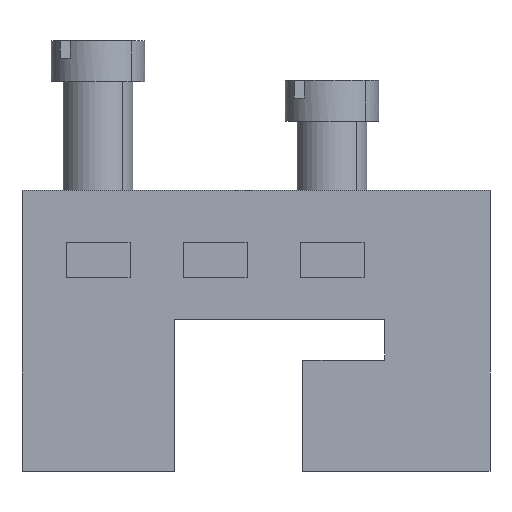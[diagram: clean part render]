
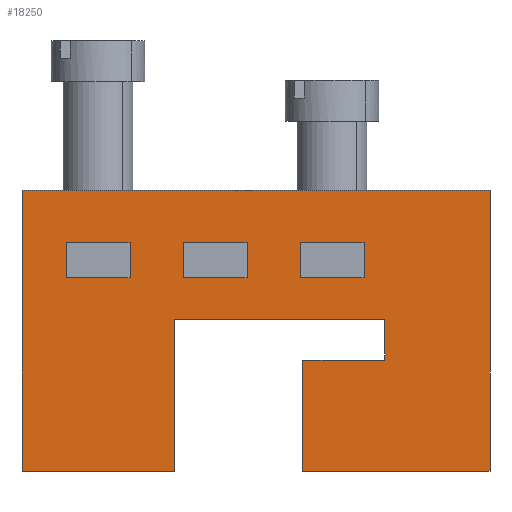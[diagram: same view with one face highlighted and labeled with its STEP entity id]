
A CAD part, left-side view. The second image highlights one B-rep face of the part: STEP entity #18250.
In plain terms, the highlighted face is planar.
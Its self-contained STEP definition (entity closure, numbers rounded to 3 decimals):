
#1160=CARTESIAN_POINT('',(13.506,9.771,
-5.586));
#1170=VERTEX_POINT('',#1160);
#1200=CARTESIAN_POINT('',(0.,9.771,7.92));
#1210=DIRECTION('',(0.707,0.,-0.707));
#1220=VECTOR('',#1210,1.);
#1230=LINE('',#1200,#1220);
#1240=CARTESIAN_POINT('',(-14.779,9.771,
22.698));
#1250=VERTEX_POINT('',#1240);
#1260=EDGE_CURVE('',#1250,#1170,#1230,.T.);
#2850=CARTESIAN_POINT('',(-14.779,-14.229,
22.698));
#2860=VERTEX_POINT('',#2850);
#2890=CARTESIAN_POINT('',(0.,-14.229,7.92));
#2900=DIRECTION('',(-0.707,0.,0.707));
#2910=VECTOR('',#2900,1.);
#2920=LINE('',#2890,#2910);
#2930=CARTESIAN_POINT('',(-5.586,-14.229,
13.506));
#2940=VERTEX_POINT('',#2930);
#2950=EDGE_CURVE('',#2940,#2860,#2920,.T.);
#6170=CARTESIAN_POINT('',(2.192,-4.729,
5.728));
#6180=VERTEX_POINT('',#6170);
#6210=CARTESIAN_POINT('',(2.192,0.,5.728));
#6220=DIRECTION('',(0.,1.,0.));
#6230=VECTOR('',#6220,1.);
#6240=LINE('',#6210,#6230);
#6250=CARTESIAN_POINT('',(2.192,-14.229,
5.728));
#6260=VERTEX_POINT('',#6250);
#6270=EDGE_CURVE('',#6260,#6180,#6240,.T.);
#6600=CARTESIAN_POINT('',(-5.586,0.,13.506));
#6610=DIRECTION('',(0.,-1.,0.));
#6620=VECTOR('',#6610,1.);
#6630=LINE('',#6600,#6620);
#6640=CARTESIAN_POINT('',(-5.586,-1.229,
13.506));
#6650=VERTEX_POINT('',#6640);
#6660=EDGE_CURVE('',#6650,#2940,#6630,.T.);
#7160=CARTESIAN_POINT('',(7.142,-4.729,
0.778));
#7170=VERTEX_POINT('',#7160);
#7200=CARTESIAN_POINT('',(0.,-4.729,7.92));
#7210=DIRECTION('',(0.707,0.,-0.707));
#7220=VECTOR('',#7210,1.);
#7230=LINE('',#7200,#7220);
#7240=EDGE_CURVE('',#6180,#7170,#7230,.T.);
#7420=CARTESIAN_POINT('',(0.,-1.229,7.92));
#7430=DIRECTION('',(-0.707,0.,0.707));
#7440=VECTOR('',#7430,1.);
#7450=LINE('',#7420,#7440);
#7460=CARTESIAN_POINT('',(7.142,-1.229,
0.778));
#7470=VERTEX_POINT('',#7460);
#7480=EDGE_CURVE('',#7470,#6650,#7450,.T.);
#9000=CARTESIAN_POINT('',(0.,-14.229,7.92));
#9010=DIRECTION('',(-0.707,0.,0.707));
#9020=VECTOR('',#9010,1.);
#9030=LINE('',#9000,#9020);
#9040=CARTESIAN_POINT('',(13.506,-14.229,
-5.586));
#9050=VERTEX_POINT('',#9040);
#9060=EDGE_CURVE('',#9050,#6260,#9030,.T.);
#9530=CARTESIAN_POINT('',(7.142,0.,0.778));
#9540=DIRECTION('',(0.,1.,0.));
#9550=VECTOR('',#9540,1.);
#9560=LINE('',#9530,#9550);
#9570=EDGE_CURVE('',#7170,#7470,#9560,.T.);
#10580=CARTESIAN_POINT('',(-5.043,5.3,
12.963));
#10590=VERTEX_POINT('',#10580);
#10640=CARTESIAN_POINT('',(0.,5.3,7.92));
#10650=DIRECTION('',(0.707,0.,-0.707));
#10660=VECTOR('',#10650,1.);
#10670=LINE('',#10640,#10660);
#10680=CARTESIAN_POINT('',(-1.179,5.3,
9.099));
#10690=VERTEX_POINT('',#10680);
#10700=EDGE_CURVE('',#10590,#10690,#10670,.T.);
#11280=CARTESIAN_POINT('',(-14.779,0.,22.698));
#11290=DIRECTION('',(0.,1.,0.));
#11300=VECTOR('',#11290,1.);
#11310=LINE('',#11280,#11300);
#11320=EDGE_CURVE('',#2860,#1250,#11310,.T.);
#14660=CARTESIAN_POINT('',(-12.114,5.3,
20.034));
#14670=VERTEX_POINT('',#14660);
#14720=CARTESIAN_POINT('',(0.,5.3,7.92));
#14730=DIRECTION('',(0.707,0.,-0.707));
#14740=VECTOR('',#14730,1.);
#14750=LINE('',#14720,#14740);
#14760=CARTESIAN_POINT('',(-8.25,5.3,
16.17));
#14770=VERTEX_POINT('',#14760);
#14780=EDGE_CURVE('',#14670,#14770,#14750,.T.);
#17190=CARTESIAN_POINT('',(-14.779,-11.729,
22.698));
#17200=DIRECTION('',(0.707,0.,0.707));
#17210=DIRECTION('',(0.,-1.,0.));
#17220=AXIS2_PLACEMENT_3D('',#17190,#17200,#17210);
#17230=PLANE('',#17220);
#17240=CARTESIAN_POINT('',(-12.114,6.318,
20.034));
#17250=DIRECTION('',(0.,-1.,0.));
#17260=VECTOR('',#17250,1.);
#17270=LINE('',#17240,#17260);
#17280=CARTESIAN_POINT('',(-12.114,2.3,
20.034));
#17290=VERTEX_POINT('',#17280);
#17300=EDGE_CURVE('',#14670,#17290,#17270,.T.);
#17310=ORIENTED_EDGE('',*,*,#17300,.F.);
#17320=CARTESIAN_POINT('',(0.,2.3,7.92));
#17330=DIRECTION('',(-0.707,0.,0.707));
#17340=VECTOR('',#17330,1.);
#17350=LINE('',#17320,#17340);
#17360=CARTESIAN_POINT('',(-8.25,2.3,
16.17));
#17370=VERTEX_POINT('',#17360);
#17380=EDGE_CURVE('',#17370,#17290,#17350,.T.);
#17390=ORIENTED_EDGE('',*,*,#17380,.T.);
#17400=CARTESIAN_POINT('',(-8.25,6.318,
16.17));
#17410=DIRECTION('',(0.,1.,0.));
#17420=VECTOR('',#17410,1.);
#17430=LINE('',#17400,#17420);
#17440=EDGE_CURVE('',#17370,#14770,#17430,.T.);
#17450=ORIENTED_EDGE('',*,*,#17440,.F.);
#17460=ORIENTED_EDGE('',*,*,#14780,.T.);
#17470=EDGE_LOOP('',(#17460,#17450,#17390,#17310));
#17480=FACE_BOUND('',#17470,.T.);
#17490=CARTESIAN_POINT('',(5.892,6.318,
2.028));
#17500=DIRECTION('',(0.,1.,0.));
#17510=VECTOR('',#17500,1.);
#17520=LINE('',#17490,#17510);
#17530=CARTESIAN_POINT('',(5.892,2.3,
2.028));
#17540=VERTEX_POINT('',#17530);
#17550=CARTESIAN_POINT('',(5.892,5.3,
2.028));
#17560=VERTEX_POINT('',#17550);
#17570=EDGE_CURVE('',#17540,#17560,#17520,.T.);
#17580=ORIENTED_EDGE('',*,*,#17570,.F.);
#17590=CARTESIAN_POINT('',(0.,5.3,7.92));
#17600=DIRECTION('',(0.707,0.,-0.707));
#17610=VECTOR('',#17600,1.);
#17620=LINE('',#17590,#17610);
#17630=CARTESIAN_POINT('',(2.028,5.3,
5.892));
#17640=VERTEX_POINT('',#17630);
#17650=EDGE_CURVE('',#17640,#17560,#17620,.T.);
#17660=ORIENTED_EDGE('',*,*,#17650,.T.);
#17670=CARTESIAN_POINT('',(2.028,6.318,
5.892));
#17680=DIRECTION('',(0.,-1.,0.));
#17690=VECTOR('',#17680,1.);
#17700=LINE('',#17670,#17690);
#17710=CARTESIAN_POINT('',(2.028,2.3,
5.892));
#17720=VERTEX_POINT('',#17710);
#17730=EDGE_CURVE('',#17640,#17720,#17700,.T.);
#17740=ORIENTED_EDGE('',*,*,#17730,.F.);
#17750=CARTESIAN_POINT('',(0.,2.3,7.92));
#17760=DIRECTION('',(-0.707,0.,0.707));
#17770=VECTOR('',#17760,1.);
#17780=LINE('',#17750,#17770);
#17790=EDGE_CURVE('',#17540,#17720,#17780,.T.);
#17800=ORIENTED_EDGE('',*,*,#17790,.T.);
#17810=EDGE_LOOP('',(#17800,#17740,#17660,#17580));
#17820=FACE_BOUND('',#17810,.T.);
#17830=CARTESIAN_POINT('',(-1.179,6.318,
9.099));
#17840=DIRECTION('',(0.,1.,0.));
#17850=VECTOR('',#17840,1.);
#17860=LINE('',#17830,#17850);
#17870=CARTESIAN_POINT('',(-1.179,2.3,
9.099));
#17880=VERTEX_POINT('',#17870);
#17890=EDGE_CURVE('',#17880,#10690,#17860,.T.);
#17900=ORIENTED_EDGE('',*,*,#17890,.F.);
#17910=ORIENTED_EDGE('',*,*,#10700,.T.);
#17920=CARTESIAN_POINT('',(-5.043,6.318,
12.963));
#17930=DIRECTION('',(0.,-1.,0.));
#17940=VECTOR('',#17930,1.);
#17950=LINE('',#17920,#17940);
#17960=CARTESIAN_POINT('',(-5.043,2.3,
12.963));
#17970=VERTEX_POINT('',#17960);
#17980=EDGE_CURVE('',#10590,#17970,#17950,.T.);
#17990=ORIENTED_EDGE('',*,*,#17980,.F.);
#18000=CARTESIAN_POINT('',(0.,2.3,7.92));
#18010=DIRECTION('',(-0.707,0.,0.707));
#18020=VECTOR('',#18010,1.);
#18030=LINE('',#18000,#18020);
#18040=EDGE_CURVE('',#17880,#17970,#18030,.T.);
#18050=ORIENTED_EDGE('',*,*,#18040,.T.);
#18060=EDGE_LOOP('',(#18050,#17990,#17910,#17900));
#18070=FACE_BOUND('',#18060,.T.);
#18080=ORIENTED_EDGE('',*,*,#6660,.F.);
#18090=ORIENTED_EDGE('',*,*,#2950,.F.);
#18100=ORIENTED_EDGE('',*,*,#11320,.F.);
#18110=ORIENTED_EDGE('',*,*,#1260,.F.);
#18120=CARTESIAN_POINT('',(13.506,0.,-5.586));
#18130=DIRECTION('',(0.,-1.,0.));
#18140=VECTOR('',#18130,1.);
#18150=LINE('',#18120,#18140);
#18160=EDGE_CURVE('',#1170,#9050,#18150,.T.);
#18170=ORIENTED_EDGE('',*,*,#18160,.F.);
#18180=ORIENTED_EDGE('',*,*,#9060,.F.);
#18190=ORIENTED_EDGE('',*,*,#6270,.F.);
#18200=ORIENTED_EDGE('',*,*,#7240,.F.);
#18210=ORIENTED_EDGE('',*,*,#9570,.F.);
#18220=ORIENTED_EDGE('',*,*,#7480,.F.);
#18230=EDGE_LOOP('',(#18220,#18210,#18200,#18190,#18180,#18170,#18110,
#18100,#18090,#18080));
#18240=FACE_OUTER_BOUND('',#18230,.T.);
#18250=ADVANCED_FACE('',(#17480,#17820,#18070,#18240),#17230,.T.);
